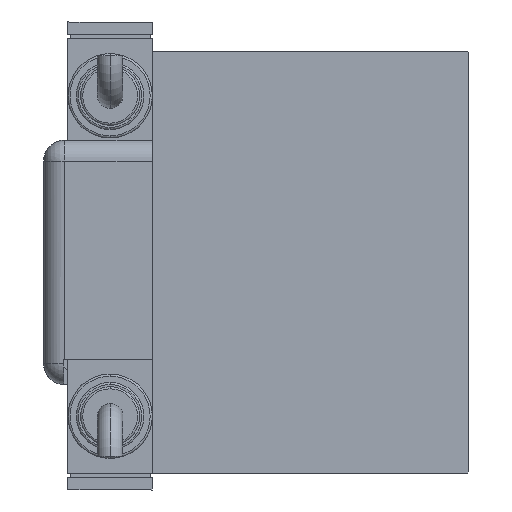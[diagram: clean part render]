
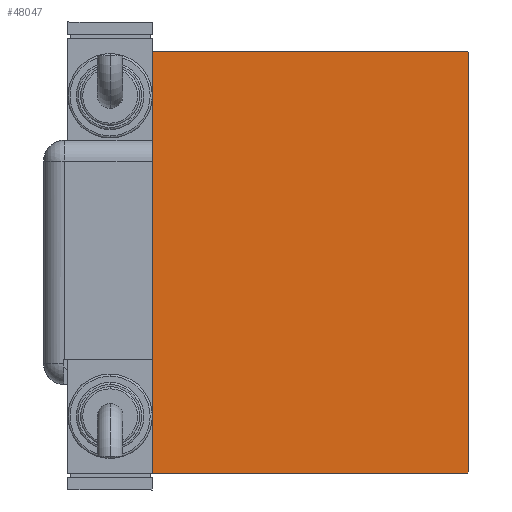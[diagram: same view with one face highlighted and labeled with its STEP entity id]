
A CAD part, left-side view. The second image highlights one B-rep face of the part: STEP entity #48047.
In plain terms, the highlighted face is planar.
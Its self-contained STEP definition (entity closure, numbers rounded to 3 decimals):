
#581 = CARTESIAN_POINT ( 'NONE',  ( 123., 37.2, 50. ) ) ;
#1650 = CARTESIAN_POINT ( 'NONE',  ( 123., 0., 0. ) ) ;
#1898 = CARTESIAN_POINT ( 'NONE',  ( 123., -37.5, -50. ) ) ;
#1916 = CARTESIAN_POINT ( 'NONE',  ( 123., 37.5, 50. ) ) ;
#2937 = ORIENTED_EDGE ( 'NONE', *, *, #22515, .T. ) ;
#7354 = CARTESIAN_POINT ( 'NONE',  ( 123., 43.6, 43.6 ) ) ;
#8751 = DIRECTION ( 'NONE',  ( 0., 0., 1. ) ) ;
#8915 = CARTESIAN_POINT ( 'NONE',  ( 123., 37.2, -50. ) ) ;
#9067 = CARTESIAN_POINT ( 'NONE',  ( 123., 37.5, -50. ) ) ;
#9316 = CARTESIAN_POINT ( 'NONE',  ( 123., 37.5, 49.7 ) ) ;
#9687 = LINE ( 'NONE', #9067, #60283 ) ;
#9998 = EDGE_CURVE ( 'NONE', #26702, #53984, #36469, .T. ) ;
#10726 = FACE_OUTER_BOUND ( 'NONE', #58433, .T. ) ;
#10754 = VERTEX_POINT ( 'NONE', #581 ) ;
#11420 = LINE ( 'NONE', #7354, #17322 ) ;
#13521 = LINE ( 'NONE', #57145, #32352 ) ;
#15636 = VECTOR ( 'NONE', #40542, 1000. ) ;
#17322 = VECTOR ( 'NONE', #34795, 1000. ) ;
#17539 = EDGE_CURVE ( 'NONE', #44636, #10754, #11420, .T. ) ;
#18005 = VECTOR ( 'NONE', #48363, 1000. ) ;
#18080 = DIRECTION ( 'NONE',  ( 0., 0., -1. ) ) ;
#20691 = DIRECTION ( 'NONE',  ( 1., 0., 0. ) ) ;
#21256 = DIRECTION ( 'NONE',  ( 0., -1., 0. ) ) ;
#22515 = EDGE_CURVE ( 'NONE', #53984, #44636, #9687, .T. ) ;
#23368 = CARTESIAN_POINT ( 'NONE',  ( 123., 43.6, -43.6 ) ) ;
#23413 = ORIENTED_EDGE ( 'NONE', *, *, #24371, .T. ) ;
#24371 = EDGE_CURVE ( 'NONE', #35553, #48197, #49573, .T. ) ;
#24631 = ORIENTED_EDGE ( 'NONE', *, *, #58799, .T. ) ;
#24958 = VERTEX_POINT ( 'NONE', #41230 ) ;
#25533 = ORIENTED_EDGE ( 'NONE', *, *, #41612, .T. ) ;
#26702 = VERTEX_POINT ( 'NONE', #8915 ) ;
#27974 = VECTOR ( 'NONE', #18080, 1000. ) ;
#28450 = ORIENTED_EDGE ( 'NONE', *, *, #43292, .T. ) ;
#29053 = LINE ( 'NONE', #1898, #18005 ) ;
#29125 = VERTEX_POINT ( 'NONE', #55620 ) ;
#32352 = VECTOR ( 'NONE', #43126, 1000. ) ;
#34795 = DIRECTION ( 'NONE',  ( 0., -0.707, 0.707 ) ) ;
#35553 = VERTEX_POINT ( 'NONE', #53101 ) ;
#35602 = ORIENTED_EDGE ( 'NONE', *, *, #17539, .T. ) ;
#36469 = LINE ( 'NONE', #23368, #55007 ) ;
#37070 = DIRECTION ( 'NONE',  ( 0., 0.707, 0.707 ) ) ;
#37717 = LINE ( 'NONE', #55794, #27974 ) ;
#39056 = AXIS2_PLACEMENT_3D ( 'NONE', #1650, #20691, #61623 ) ;
#40542 = DIRECTION ( 'NONE',  ( 0., -0.707, -0.707 ) ) ;
#41230 = CARTESIAN_POINT ( 'NONE',  ( 123., -37.5, -49.7 ) ) ;
#41453 = EDGE_CURVE ( 'NONE', #29125, #26702, #29053, .T. ) ;
#41612 = EDGE_CURVE ( 'NONE', #48197, #24958, #37717, .T. ) ;
#42143 = CARTESIAN_POINT ( 'NONE',  ( 123., -37.5, 49.7 ) ) ;
#43126 = DIRECTION ( 'NONE',  ( 0., 0.707, -0.707 ) ) ;
#43292 = EDGE_CURVE ( 'NONE', #10754, #35553, #58963, .T. ) ;
#44636 = VERTEX_POINT ( 'NONE', #9316 ) ;
#47161 = ORIENTED_EDGE ( 'NONE', *, *, #41453, .T. ) ;
#48047 = ADVANCED_FACE ( 'NONE', ( #10726 ), #58704, .T. ) ;
#48197 = VERTEX_POINT ( 'NONE', #42143 ) ;
#48363 = DIRECTION ( 'NONE',  ( 0., 1., 0. ) ) ;
#49573 = LINE ( 'NONE', #58628, #15636 ) ;
#52801 = VECTOR ( 'NONE', #21256, 1000. ) ;
#53101 = CARTESIAN_POINT ( 'NONE',  ( 123., -37.2, 50. ) ) ;
#53984 = VERTEX_POINT ( 'NONE', #58515 ) ;
#55007 = VECTOR ( 'NONE', #37070, 1000. ) ;
#55620 = CARTESIAN_POINT ( 'NONE',  ( 123., -37.2, -50. ) ) ;
#55670 = ORIENTED_EDGE ( 'NONE', *, *, #9998, .T. ) ;
#55794 = CARTESIAN_POINT ( 'NONE',  ( 123., -37.5, 50. ) ) ;
#57145 = CARTESIAN_POINT ( 'NONE',  ( 123., -43.6, -43.6 ) ) ;
#58433 = EDGE_LOOP ( 'NONE', ( #47161, #55670, #2937, #35602, #28450, #23413, #25533, #24631 ) ) ;
#58515 = CARTESIAN_POINT ( 'NONE',  ( 123., 37.5, -49.7 ) ) ;
#58628 = CARTESIAN_POINT ( 'NONE',  ( 123., -43.6, 43.6 ) ) ;
#58704 = PLANE ( 'NONE',  #39056 ) ;
#58799 = EDGE_CURVE ( 'NONE', #24958, #29125, #13521, .T. ) ;
#58963 = LINE ( 'NONE', #1916, #52801 ) ;
#60283 = VECTOR ( 'NONE', #8751, 1000. ) ;
#61623 = DIRECTION ( 'NONE',  ( 0., 0., -1. ) ) ;
